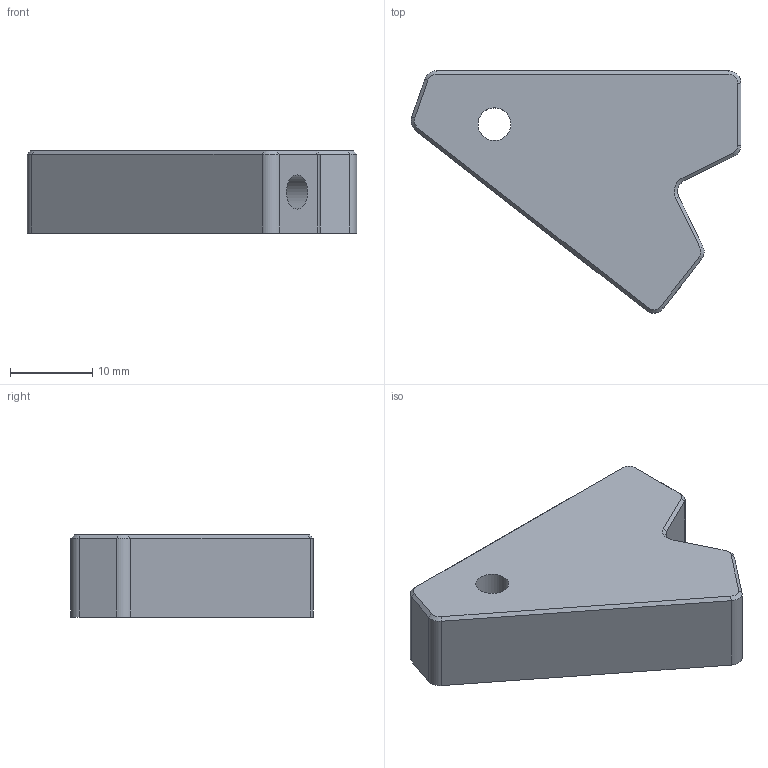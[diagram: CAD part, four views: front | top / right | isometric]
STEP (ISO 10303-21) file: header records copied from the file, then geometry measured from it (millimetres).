
FILE_DESCRIPTION(/* description */ (''),/* implementation_level */ '2;1');
FILE_NAME(/* name */ 'giunto-1.step',/* time_stamp */ '2020-10-02T21:52:00+02:00',/* author */ (''),/* organization */ (''),/* preprocessor_version */ 'ST-DEVELOPER v18.1',/* originating_system */ 'Autodesk Translation Framework v9.3.0.1241',/* authorisation */ '');
FILE_SCHEMA (('AUTOMOTIVE_DESIGN { 1 0 10303 214 3 1 1 }'));
Length unit declared in the file: millimetre
Products named in the file (1): giunto-1
Bounding box: 40.14 x 29.49 x 10 mm (x, y, z)
Volume: 6539 mm3; surface area: 3312.1 mm2
Topology: 1 solids, 1 shells, 35 faces, 79 edges, 48 vertices
Faces by surface type: plane 18, cylinder 10, cone 7
Full cylindrical faces by diameter (mm): 4 x1, 4.2 x2
Entity records: 1005 total; most frequent: DIRECTION 178, CARTESIAN_POINT 163, ORIENTED_EDGE 158, EDGE_CURVE 79, AXIS2_PLACEMENT_3D 63, LINE 52, VECTOR 52, VERTEX_POINT 48
